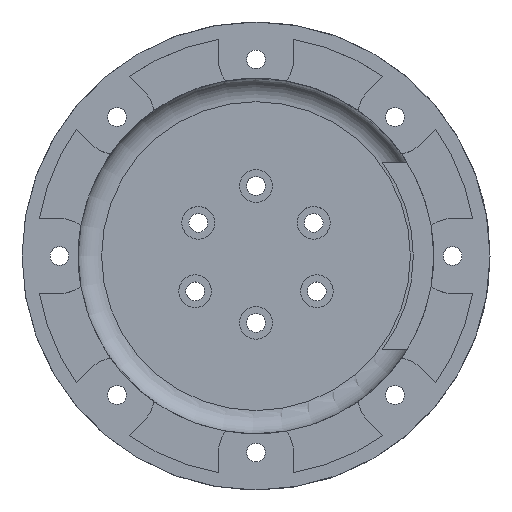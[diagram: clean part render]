
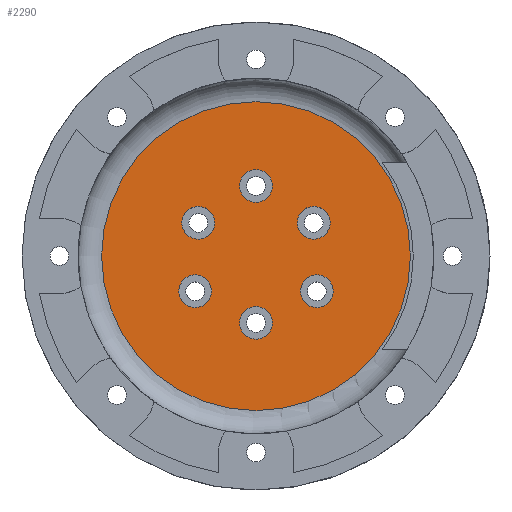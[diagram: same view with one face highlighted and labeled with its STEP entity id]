
A CAD part, top view. The second image highlights one B-rep face of the part: STEP entity #2290.
In plain terms, the highlighted planar face has unit normal (0, 0, 1).
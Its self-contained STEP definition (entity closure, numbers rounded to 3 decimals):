
#419=FACE_BOUND('',#742,.T.);
#420=FACE_BOUND('',#743,.T.);
#421=FACE_BOUND('',#744,.T.);
#422=FACE_BOUND('',#745,.T.);
#423=FACE_BOUND('',#746,.T.);
#424=FACE_BOUND('',#747,.T.);
#465=PLANE('',#2601);
#587=FACE_OUTER_BOUND('',#741,.T.);
#741=EDGE_LOOP('',(#2129));
#742=EDGE_LOOP('',(#2130));
#743=EDGE_LOOP('',(#2131));
#744=EDGE_LOOP('',(#2132));
#745=EDGE_LOOP('',(#2133));
#746=EDGE_LOOP('',(#2134));
#747=EDGE_LOOP('',(#2135));
#764=CIRCLE('',#2334,3.5);
#767=CIRCLE('',#2339,3.5);
#770=CIRCLE('',#2344,3.5);
#773=CIRCLE('',#2349,3.5);
#776=CIRCLE('',#2354,3.5);
#779=CIRCLE('',#2359,3.5);
#854=CIRCLE('',#2474,33.);
#928=VERTEX_POINT('',#3351);
#931=VERTEX_POINT('',#3360);
#934=VERTEX_POINT('',#3369);
#937=VERTEX_POINT('',#3378);
#940=VERTEX_POINT('',#3387);
#943=VERTEX_POINT('',#3396);
#1063=VERTEX_POINT('',#4158);
#1152=EDGE_CURVE('',#928,#928,#764,.T.);
#1156=EDGE_CURVE('',#931,#931,#767,.T.);
#1160=EDGE_CURVE('',#934,#934,#770,.T.);
#1164=EDGE_CURVE('',#937,#937,#773,.T.);
#1168=EDGE_CURVE('',#940,#940,#776,.T.);
#1172=EDGE_CURVE('',#943,#943,#779,.T.);
#1333=EDGE_CURVE('',#1063,#1063,#854,.T.);
#2129=ORIENTED_EDGE('',*,*,#1333,.T.);
#2130=ORIENTED_EDGE('',*,*,#1152,.T.);
#2131=ORIENTED_EDGE('',*,*,#1156,.T.);
#2132=ORIENTED_EDGE('',*,*,#1160,.T.);
#2133=ORIENTED_EDGE('',*,*,#1164,.T.);
#2134=ORIENTED_EDGE('',*,*,#1168,.T.);
#2135=ORIENTED_EDGE('',*,*,#1172,.T.);
#2290=ADVANCED_FACE('',(#587,#419,#420,#421,#422,#423,#424),#465,.T.);
#2334=AXIS2_PLACEMENT_3D('',#3352,#2642,#2643);
#2339=AXIS2_PLACEMENT_3D('',#3361,#2653,#2654);
#2344=AXIS2_PLACEMENT_3D('',#3370,#2664,#2665);
#2349=AXIS2_PLACEMENT_3D('',#3379,#2675,#2676);
#2354=AXIS2_PLACEMENT_3D('',#3388,#2686,#2687);
#2359=AXIS2_PLACEMENT_3D('',#3397,#2697,#2698);
#2474=AXIS2_PLACEMENT_3D('',#4159,#2976,#2977);
#2601=AXIS2_PLACEMENT_3D('',#4458,#3309,#3310);
#2642=DIRECTION('center_axis',(0.,0.,-1.));
#2643=DIRECTION('ref_axis',(1.,0.,0.));
#2653=DIRECTION('center_axis',(0.,0.,-1.));
#2654=DIRECTION('ref_axis',(1.,0.,0.));
#2664=DIRECTION('center_axis',(0.,0.,-1.));
#2665=DIRECTION('ref_axis',(1.,0.,0.));
#2675=DIRECTION('center_axis',(0.,0.,-1.));
#2676=DIRECTION('ref_axis',(1.,0.,0.));
#2686=DIRECTION('center_axis',(0.,0.,-1.));
#2687=DIRECTION('ref_axis',(1.,0.,0.));
#2697=DIRECTION('center_axis',(0.,0.,-1.));
#2698=DIRECTION('ref_axis',(1.,0.,0.));
#2976=DIRECTION('center_axis',(0.,0.,1.));
#2977=DIRECTION('ref_axis',(1.,0.,0.));
#3309=DIRECTION('center_axis',(0.,0.,1.));
#3310=DIRECTION('ref_axis',(1.,0.,0.));
#3351=CARTESIAN_POINT('',(8.841,7.125,2.));
#3352=CARTESIAN_POINT('Origin',(12.341,7.125,2.));
#3360=CARTESIAN_POINT('',(-3.5,-14.25,2.));
#3361=CARTESIAN_POINT('Origin',(0.,-14.25,2.));
#3369=CARTESIAN_POINT('',(-3.5,15.,2.));
#3370=CARTESIAN_POINT('Origin',(0.,15.,2.));
#3378=CARTESIAN_POINT('',(9.49,-7.5,2.));
#3379=CARTESIAN_POINT('Origin',(12.99,-7.5,2.));
#3387=CARTESIAN_POINT('',(-16.49,-7.5,2.));
#3388=CARTESIAN_POINT('Origin',(-12.99,-7.5,2.));
#3396=CARTESIAN_POINT('',(-15.841,7.125,2.));
#3397=CARTESIAN_POINT('Origin',(-12.341,7.125,2.));
#4158=CARTESIAN_POINT('',(-33.,0.,2.));
#4159=CARTESIAN_POINT('Origin',(0.,0.,2.));
#4458=CARTESIAN_POINT('Origin',(0.,0.,2.));
